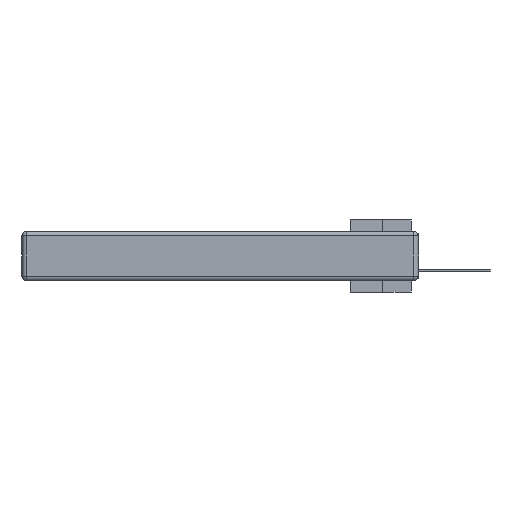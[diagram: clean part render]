
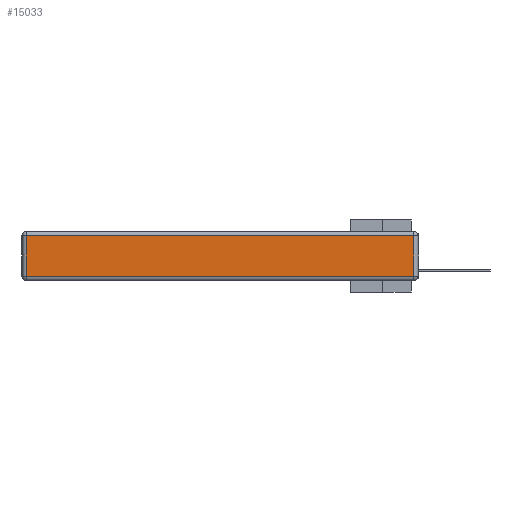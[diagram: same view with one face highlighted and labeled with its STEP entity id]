
A CAD part, left-side view. The second image highlights one B-rep face of the part: STEP entity #15033.
In plain terms, the highlighted planar face has unit normal (-1, 0, 0).
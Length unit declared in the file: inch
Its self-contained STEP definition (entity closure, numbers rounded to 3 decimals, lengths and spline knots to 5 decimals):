
#294 = VERTEX_POINT ( 'NONE', #29487 ) ;
#979 = DIRECTION ( 'NONE',  ( -1., 0., 0. ) ) ;
#2586 = CARTESIAN_POINT ( 'NONE',  ( 0., 2.72, -0.343 ) ) ;
#4238 = CARTESIAN_POINT ( 'NONE',  ( 0., 0., -0.343 ) ) ;
#5743 = ORIENTED_EDGE ( 'NONE', *, *, #21588, .T. ) ;
#6878 = CARTESIAN_POINT ( 'NONE',  ( 0., 0.03, -0.343 ) ) ;
#9985 = CARTESIAN_POINT ( 'NONE',  ( 0., 2.72, -0.313 ) ) ;
#13576 = EDGE_LOOP ( 'NONE', ( #5743, #34139, #38835, #16238 ) ) ;
#14700 = VERTEX_POINT ( 'NONE', #9985 ) ;
#15033 = ADVANCED_FACE ( 'NONE', ( #22153 ), #34569, .T. ) ;
#15331 = EDGE_CURVE ( 'NONE', #20744, #14700, #30489, .T. ) ;
#15336 = CARTESIAN_POINT ( 'NONE',  ( 0., 0., -0.313 ) ) ;
#16238 = ORIENTED_EDGE ( 'NONE', *, *, #15331, .T. ) ;
#16403 = AXIS2_PLACEMENT_3D ( 'NONE', #4238, #979, #16427 ) ;
#16427 = DIRECTION ( 'NONE',  ( 0., 0., 1. ) ) ;
#18857 = LINE ( 'NONE', #6878, #39528 ) ;
#19264 = DIRECTION ( 'NONE',  ( 0., 0., 1. ) ) ;
#20744 = VERTEX_POINT ( 'NONE', #27121 ) ;
#21588 = EDGE_CURVE ( 'NONE', #14700, #294, #24326, .T. ) ;
#21649 = VERTEX_POINT ( 'NONE', #25918 ) ;
#21702 = DIRECTION ( 'NONE',  ( 0., 0., -1. ) ) ;
#22153 = FACE_OUTER_BOUND ( 'NONE', #13576, .T. ) ;
#24326 = LINE ( 'NONE', #15336, #37131 ) ;
#25918 = CARTESIAN_POINT ( 'NONE',  ( 0., 0.03, -0.03 ) ) ;
#27121 = CARTESIAN_POINT ( 'NONE',  ( 0., 2.72, -0.03 ) ) ;
#29487 = CARTESIAN_POINT ( 'NONE',  ( 0., 0.03, -0.313 ) ) ;
#30122 = EDGE_CURVE ( 'NONE', #21649, #20744, #38226, .T. ) ;
#30489 = LINE ( 'NONE', #2586, #39195 ) ;
#31440 = DIRECTION ( 'NONE',  ( 0., -1., 0. ) ) ;
#31679 = EDGE_CURVE ( 'NONE', #294, #21649, #18857, .T. ) ;
#34139 = ORIENTED_EDGE ( 'NONE', *, *, #31679, .T. ) ;
#34569 = PLANE ( 'NONE',  #16403 ) ;
#35593 = DIRECTION ( 'NONE',  ( 0., 1., 0. ) ) ;
#36836 = VECTOR ( 'NONE', #35593, 39.37008 ) ;
#37131 = VECTOR ( 'NONE', #31440, 39.37008 ) ;
#38226 = LINE ( 'NONE', #38625, #36836 ) ;
#38625 = CARTESIAN_POINT ( 'NONE',  ( 0., 2.75, -0.03 ) ) ;
#38835 = ORIENTED_EDGE ( 'NONE', *, *, #30122, .T. ) ;
#39195 = VECTOR ( 'NONE', #21702, 39.37008 ) ;
#39528 = VECTOR ( 'NONE', #19264, 39.37008 ) ;
